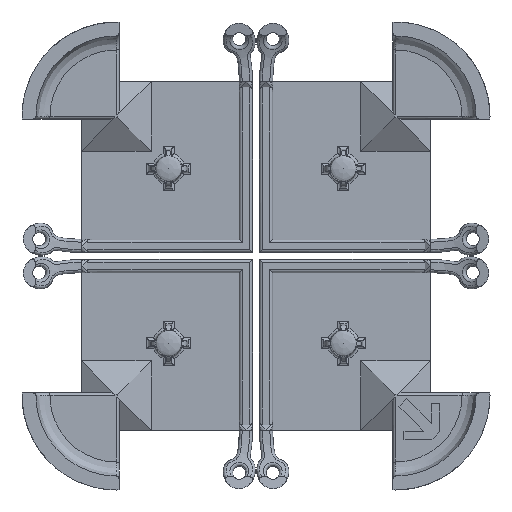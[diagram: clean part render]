
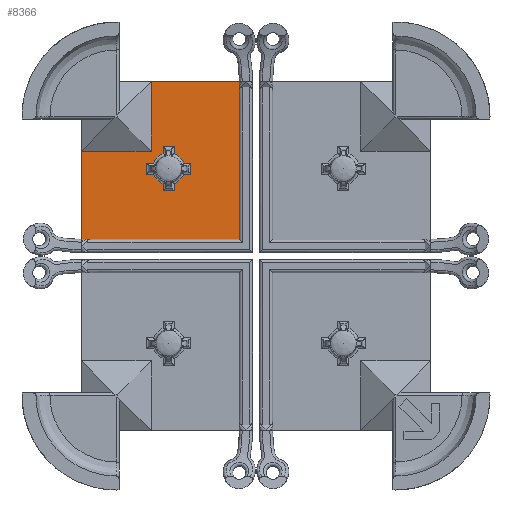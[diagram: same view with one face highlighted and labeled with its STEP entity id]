
A CAD part, front view. The second image highlights one B-rep face of the part: STEP entity #8366.
In plain terms, the highlighted planar face has unit normal (0, -1, 0).
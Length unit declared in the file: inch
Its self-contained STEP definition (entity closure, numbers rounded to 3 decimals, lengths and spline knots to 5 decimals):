
#41=LINE('',#11772,#658);
#43=LINE('',#11780,#660);
#45=LINE('',#11826,#662);
#47=LINE('',#11849,#664);
#49=LINE('',#11855,#666);
#52=LINE('',#11901,#669);
#54=LINE('',#11909,#671);
#56=LINE('',#11915,#673);
#58=LINE('',#11943,#675);
#59=LINE('',#11948,#676);
#62=LINE('',#11956,#679);
#64=LINE('',#11962,#681);
#72=LINE('',#11996,#689);
#73=LINE('',#11998,#690);
#74=LINE('',#12000,#691);
#75=LINE('',#12003,#692);
#658=VECTOR('',#9600,0.02531);
#660=VECTOR('',#9608,0.03956);
#662=VECTOR('',#9624,0.02531);
#664=VECTOR('',#9632,0.03956);
#666=VECTOR('',#9638,0.02531);
#669=VECTOR('',#9655,0.02531);
#671=VECTOR('',#9663,0.03956);
#673=VECTOR('',#9671,0.02531);
#675=VECTOR('',#9685,0.02531);
#676=VECTOR('',#9692,0.02531);
#679=VECTOR('',#9699,0.03956);
#681=VECTOR('',#9707,0.02531);
#689=VECTOR('',#9745,0.6125);
#690=VECTOR('',#9746,0.6125);
#691=VECTOR('',#9747,0.4875);
#692=VECTOR('',#9750,0.4875);
#2142=PLANE('',#8910);
#2372=FACE_BOUND('',#2919,.T.);
#2428=FACE_OUTER_BOUND('',#2918,.T.);
#2918=EDGE_LOOP('',(#5808,#5809,#5810,#5811,#5812));
#2919=EDGE_LOOP('',(#5813,#5814,#5815,#5816,#5817,#5818,#5819,#5820,#5821,
#5822,#5823,#5824,#5825,#5826,#5827,#5828));
#3416=CIRCLE('',#8849,0.05752);
#3419=CIRCLE('',#8861,0.05752);
#3420=CIRCLE('',#8871,0.05752);
#3422=CIRCLE('',#8883,0.05752);
#3424=CIRCLE('',#8911,0.125);
#3501=VERTEX_POINT('',#11732);
#3502=VERTEX_POINT('',#11733);
#3507=VERTEX_POINT('',#11771);
#3510=VERTEX_POINT('',#11779);
#3515=VERTEX_POINT('',#11790);
#3516=VERTEX_POINT('',#11805);
#3518=VERTEX_POINT('',#11824);
#3519=VERTEX_POINT('',#11825);
#3523=VERTEX_POINT('',#11848);
#3525=VERTEX_POINT('',#11854);
#3528=VERTEX_POINT('',#11875);
#3533=VERTEX_POINT('',#11900);
#3536=VERTEX_POINT('',#11908);
#3538=VERTEX_POINT('',#11917);
#3543=VERTEX_POINT('',#11942);
#3547=VERTEX_POINT('',#11955);
#3558=VERTEX_POINT('',#11994);
#3559=VERTEX_POINT('',#11995);
#3560=VERTEX_POINT('',#11997);
#3561=VERTEX_POINT('',#11999);
#3562=VERTEX_POINT('',#12001);
#4373=EDGE_CURVE('',#3501,#3502,#3416,.T.);
#4379=EDGE_CURVE('',#3502,#3507,#41,.T.);
#4383=EDGE_CURVE('',#3507,#3510,#43,.T.);
#4389=EDGE_CURVE('',#3515,#3516,#3419,.T.);
#4392=EDGE_CURVE('',#3518,#3519,#45,.T.);
#4397=EDGE_CURVE('',#3519,#3523,#47,.T.);
#4400=EDGE_CURVE('',#3523,#3525,#49,.T.);
#4404=EDGE_CURVE('',#3525,#3528,#3420,.T.);
#4410=EDGE_CURVE('',#3528,#3533,#52,.T.);
#4414=EDGE_CURVE('',#3533,#3536,#54,.T.);
#4418=EDGE_CURVE('',#3536,#3515,#56,.T.);
#4419=EDGE_CURVE('',#3538,#3518,#3422,.T.);
#4425=EDGE_CURVE('',#3516,#3543,#58,.T.);
#4428=EDGE_CURVE('',#3510,#3538,#59,.T.);
#4432=EDGE_CURVE('',#3543,#3547,#62,.T.);
#4436=EDGE_CURVE('',#3547,#3501,#64,.T.);
#4452=EDGE_CURVE('',#3558,#3559,#72,.T.);
#4453=EDGE_CURVE('',#3559,#3560,#73,.T.);
#4454=EDGE_CURVE('',#3560,#3561,#74,.T.);
#4455=EDGE_CURVE('',#3561,#3562,#3424,.T.);
#4456=EDGE_CURVE('',#3562,#3558,#75,.T.);
#5808=ORIENTED_EDGE('',*,*,#4452,.T.);
#5809=ORIENTED_EDGE('',*,*,#4453,.T.);
#5810=ORIENTED_EDGE('',*,*,#4454,.T.);
#5811=ORIENTED_EDGE('',*,*,#4455,.T.);
#5812=ORIENTED_EDGE('',*,*,#4456,.T.);
#5813=ORIENTED_EDGE('',*,*,#4392,.F.);
#5814=ORIENTED_EDGE('',*,*,#4419,.F.);
#5815=ORIENTED_EDGE('',*,*,#4428,.F.);
#5816=ORIENTED_EDGE('',*,*,#4383,.F.);
#5817=ORIENTED_EDGE('',*,*,#4379,.F.);
#5818=ORIENTED_EDGE('',*,*,#4373,.F.);
#5819=ORIENTED_EDGE('',*,*,#4436,.F.);
#5820=ORIENTED_EDGE('',*,*,#4432,.F.);
#5821=ORIENTED_EDGE('',*,*,#4425,.F.);
#5822=ORIENTED_EDGE('',*,*,#4389,.F.);
#5823=ORIENTED_EDGE('',*,*,#4418,.F.);
#5824=ORIENTED_EDGE('',*,*,#4414,.F.);
#5825=ORIENTED_EDGE('',*,*,#4410,.F.);
#5826=ORIENTED_EDGE('',*,*,#4404,.F.);
#5827=ORIENTED_EDGE('',*,*,#4400,.F.);
#5828=ORIENTED_EDGE('',*,*,#4397,.F.);
#8366=ADVANCED_FACE('',(#2428,#2372),#2142,.F.);
#8849=AXIS2_PLACEMENT_3D('',#11734,#9590,#9591);
#8861=AXIS2_PLACEMENT_3D('',#11806,#9618,#9619);
#8871=AXIS2_PLACEMENT_3D('',#11876,#9644,#9645);
#8883=AXIS2_PLACEMENT_3D('',#11918,#9674,#9675);
#8910=AXIS2_PLACEMENT_3D('',#11993,#9743,#9744);
#8911=AXIS2_PLACEMENT_3D('',#12002,#9748,#9749);
#9590=DIRECTION('center_axis',(0.,-1.,0.));
#9591=DIRECTION('ref_axis',(-0.707,0.,0.707));
#9600=DIRECTION('',(-1.,0.,0.));
#9608=DIRECTION('',(0.,0.,-1.));
#9618=DIRECTION('center_axis',(0.,-1.,0.));
#9619=DIRECTION('ref_axis',(0.707,0.,0.707));
#9624=DIRECTION('',(0.,0.,-1.));
#9632=DIRECTION('',(1.,0.,0.));
#9638=DIRECTION('',(0.,0.,1.));
#9644=DIRECTION('center_axis',(0.,-1.,0.));
#9645=DIRECTION('ref_axis',(0.707,0.,-0.707));
#9655=DIRECTION('',(1.,0.,0.));
#9663=DIRECTION('',(0.,0.,1.));
#9671=DIRECTION('',(-1.,0.,0.));
#9674=DIRECTION('center_axis',(0.,-1.,0.));
#9675=DIRECTION('ref_axis',(-0.707,0.,-0.707));
#9685=DIRECTION('',(0.,0.,1.));
#9692=DIRECTION('',(1.,0.,0.));
#9699=DIRECTION('',(-1.,0.,0.));
#9707=DIRECTION('',(0.,0.,-1.));
#9743=DIRECTION('center_axis',(0.,1.,0.));
#9744=DIRECTION('ref_axis',(-1.,0.,0.));
#9745=DIRECTION('',(1.,0.,0.));
#9746=DIRECTION('',(0.,0.,1.));
#9747=DIRECTION('',(-1.,0.,0.));
#9748=DIRECTION('center_axis',(0.,-1.,0.));
#9749=DIRECTION('ref_axis',(-1.,0.,0.));
#9750=DIRECTION('',(0.,0.,-1.));
#11732=CARTESIAN_POINT('',(-0.33228,0.4,0.36651));
#11733=CARTESIAN_POINT('',(-0.36651,0.4,0.33228));
#11734=CARTESIAN_POINT('Origin',(-0.3125,0.4,0.3125));
#11771=CARTESIAN_POINT('',(-0.39182,0.4,0.33228));
#11772=CARTESIAN_POINT('',(-0.30916,0.4,0.33228));
#11779=CARTESIAN_POINT('',(-0.39182,0.4,0.29272));
#11780=CARTESIAN_POINT('',(-0.39182,0.4,0.2986));
#11790=CARTESIAN_POINT('',(-0.25849,0.4,0.33228));
#11805=CARTESIAN_POINT('',(-0.29272,0.4,0.36651));
#11806=CARTESIAN_POINT('Origin',(-0.3125,0.4,0.3125));
#11824=CARTESIAN_POINT('',(-0.33228,0.4,0.25849));
#11825=CARTESIAN_POINT('',(-0.33228,0.4,0.23318));
#11826=CARTESIAN_POINT('',(-0.33228,0.4,0.30916));
#11848=CARTESIAN_POINT('',(-0.29272,0.4,0.23318));
#11849=CARTESIAN_POINT('',(-0.2986,0.4,0.23318));
#11854=CARTESIAN_POINT('',(-0.29272,0.4,0.25849));
#11855=CARTESIAN_POINT('',(-0.29272,0.4,0.30916));
#11875=CARTESIAN_POINT('',(-0.25849,0.4,0.29272));
#11876=CARTESIAN_POINT('Origin',(-0.3125,0.4,0.3125));
#11900=CARTESIAN_POINT('',(-0.23318,0.4,0.29272));
#11901=CARTESIAN_POINT('',(-0.30916,0.4,0.29272));
#11908=CARTESIAN_POINT('',(-0.23318,0.4,0.33228));
#11909=CARTESIAN_POINT('',(-0.23318,0.4,0.31972));
#11915=CARTESIAN_POINT('',(-0.30916,0.4,0.33228));
#11917=CARTESIAN_POINT('',(-0.36651,0.4,0.29272));
#11918=CARTESIAN_POINT('Origin',(-0.3125,0.4,0.3125));
#11942=CARTESIAN_POINT('',(-0.29272,0.4,0.39182));
#11943=CARTESIAN_POINT('',(-0.29272,0.4,0.30916));
#11948=CARTESIAN_POINT('',(-0.30916,0.4,0.29272));
#11955=CARTESIAN_POINT('',(-0.33228,0.4,0.39182));
#11956=CARTESIAN_POINT('',(-0.31972,0.4,0.39182));
#11962=CARTESIAN_POINT('',(-0.33228,0.4,0.30916));
#11993=CARTESIAN_POINT('Origin',(-0.30582,0.4,0.30582));
#11994=CARTESIAN_POINT('',(-0.625,0.4,0.0125));
#11995=CARTESIAN_POINT('',(-0.0125,0.4,0.0125));
#11996=CARTESIAN_POINT('',(-0.0125,0.4,0.0125));
#11997=CARTESIAN_POINT('',(-0.0125,0.4,0.625));
#11998=CARTESIAN_POINT('',(-0.0125,0.4,0.625));
#11999=CARTESIAN_POINT('',(-0.5,0.4,0.625));
#12000=CARTESIAN_POINT('',(-0.5,0.4,0.625));
#12001=CARTESIAN_POINT('',(-0.625,0.4,0.5));
#12002=CARTESIAN_POINT('Origin',(-0.5,0.4,0.5));
#12003=CARTESIAN_POINT('',(-0.625,0.4,0.0125));
